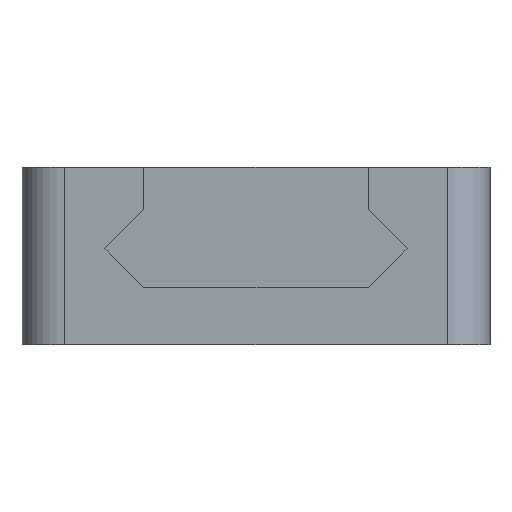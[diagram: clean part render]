
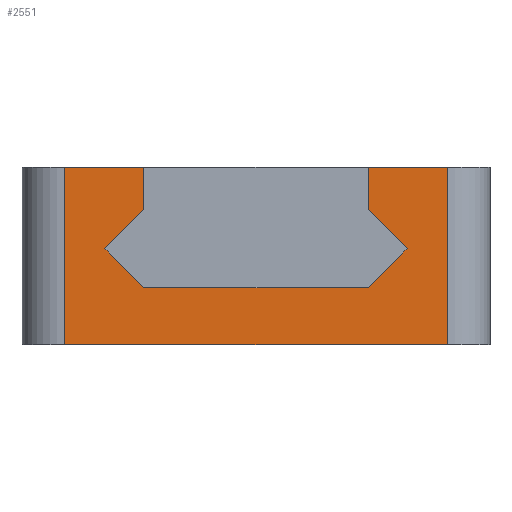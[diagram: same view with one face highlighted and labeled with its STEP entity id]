
A CAD part, front view. The second image highlights one B-rep face of the part: STEP entity #2551.
In plain terms, the highlighted planar face has unit normal (0, -1, 0).
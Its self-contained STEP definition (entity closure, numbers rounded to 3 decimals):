
#33=PLANE('',#2701);
#151=FACE_OUTER_BOUND('',#283,.T.);
#283=EDGE_LOOP('',(#1798,#1799,#1800,#1801,#1802,#1803,#1804,#1805,#1806,
#1807,#1808,#1809));
#443=LINE('',#3635,#773);
#444=LINE('',#3637,#774);
#445=LINE('',#3639,#775);
#446=LINE('',#3641,#776);
#447=LINE('',#3643,#777);
#448=LINE('',#3645,#778);
#449=LINE('',#3647,#779);
#450=LINE('',#3649,#780);
#451=LINE('',#3651,#781);
#452=LINE('',#3653,#782);
#453=LINE('',#3655,#783);
#454=LINE('',#3656,#784);
#773=VECTOR('',#2925,10.);
#774=VECTOR('',#2926,10.);
#775=VECTOR('',#2927,10.);
#776=VECTOR('',#2928,10.);
#777=VECTOR('',#2929,10.);
#778=VECTOR('',#2930,10.);
#779=VECTOR('',#2931,10.);
#780=VECTOR('',#2932,10.);
#781=VECTOR('',#2933,10.);
#782=VECTOR('',#2934,10.);
#783=VECTOR('',#2935,10.);
#784=VECTOR('',#2936,10.);
#1153=VERTEX_POINT('',#3633);
#1154=VERTEX_POINT('',#3634);
#1155=VERTEX_POINT('',#3636);
#1156=VERTEX_POINT('',#3638);
#1157=VERTEX_POINT('',#3640);
#1158=VERTEX_POINT('',#3642);
#1159=VERTEX_POINT('',#3644);
#1160=VERTEX_POINT('',#3646);
#1161=VERTEX_POINT('',#3648);
#1162=VERTEX_POINT('',#3650);
#1163=VERTEX_POINT('',#3652);
#1164=VERTEX_POINT('',#3654);
#1409=EDGE_CURVE('',#1153,#1154,#443,.T.);
#1410=EDGE_CURVE('',#1155,#1154,#444,.T.);
#1411=EDGE_CURVE('',#1155,#1156,#445,.T.);
#1412=EDGE_CURVE('',#1156,#1157,#446,.T.);
#1413=EDGE_CURVE('',#1158,#1157,#447,.T.);
#1414=EDGE_CURVE('',#1159,#1158,#448,.T.);
#1415=EDGE_CURVE('',#1159,#1160,#449,.T.);
#1416=EDGE_CURVE('',#1161,#1160,#450,.T.);
#1417=EDGE_CURVE('',#1162,#1161,#451,.T.);
#1418=EDGE_CURVE('',#1162,#1163,#452,.T.);
#1419=EDGE_CURVE('',#1163,#1164,#453,.T.);
#1420=EDGE_CURVE('',#1164,#1153,#454,.T.);
#1798=ORIENTED_EDGE('',*,*,#1409,.T.);
#1799=ORIENTED_EDGE('',*,*,#1410,.F.);
#1800=ORIENTED_EDGE('',*,*,#1411,.T.);
#1801=ORIENTED_EDGE('',*,*,#1412,.T.);
#1802=ORIENTED_EDGE('',*,*,#1413,.F.);
#1803=ORIENTED_EDGE('',*,*,#1414,.F.);
#1804=ORIENTED_EDGE('',*,*,#1415,.T.);
#1805=ORIENTED_EDGE('',*,*,#1416,.F.);
#1806=ORIENTED_EDGE('',*,*,#1417,.F.);
#1807=ORIENTED_EDGE('',*,*,#1418,.T.);
#1808=ORIENTED_EDGE('',*,*,#1419,.T.);
#1809=ORIENTED_EDGE('',*,*,#1420,.T.);
#2551=ADVANCED_FACE('',(#151),#33,.T.);
#2701=AXIS2_PLACEMENT_3D('',#3632,#2923,#2924);
#2923=DIRECTION('center_axis',(0.,-1.,0.));
#2924=DIRECTION('ref_axis',(0.,0.,-1.));
#2925=DIRECTION('',(-1.,0.,0.));
#2926=DIRECTION('',(0.707,0.,-0.707));
#2927=DIRECTION('',(0.707,0.,0.707));
#2928=DIRECTION('',(0.,0.,1.));
#2929=DIRECTION('',(1.,0.,0.));
#2930=DIRECTION('',(0.,0.,1.));
#2931=DIRECTION('',(1.,0.,0.));
#2932=DIRECTION('',(0.,0.,-1.));
#2933=DIRECTION('',(1.,0.,0.));
#2934=DIRECTION('',(0.,0.,-1.));
#2935=DIRECTION('',(0.707,0.,-0.707));
#2936=DIRECTION('',(-0.707,0.,-0.707));
#3632=CARTESIAN_POINT('Origin',(10.5,-174.,-1.129));
#3633=CARTESIAN_POINT('',(7.9,-174.,0.871));
#3634=CARTESIAN_POINT('',(-7.9,-174.,0.871));
#3635=CARTESIAN_POINT('',(3.35,-174.,0.871));
#3636=CARTESIAN_POINT('',(-10.65,-174.,3.62));
#3637=CARTESIAN_POINT('',(-4.175,-174.,-2.855));
#3638=CARTESIAN_POINT('',(-7.9,-174.,6.37));
#3639=CARTESIAN_POINT('',(-5.175,-174.,9.095));
#3640=CARTESIAN_POINT('',(-7.9,-174.,9.37));
#3641=CARTESIAN_POINT('',(-7.9,-174.,6.803));
#3642=CARTESIAN_POINT('',(-13.5,-174.,9.37));
#3643=CARTESIAN_POINT('',(0.,-174.,9.37));
#3644=CARTESIAN_POINT('',(-13.5,-174.,-3.129));
#3645=CARTESIAN_POINT('',(-13.5,-174.,-18.378));
#3646=CARTESIAN_POINT('',(13.5,-174.,-3.129));
#3647=CARTESIAN_POINT('',(5.25,-174.,-3.129));
#3648=CARTESIAN_POINT('',(13.5,-174.,9.37));
#3649=CARTESIAN_POINT('',(13.5,-174.,-18.378));
#3650=CARTESIAN_POINT('',(7.9,-174.,9.37));
#3651=CARTESIAN_POINT('',(0.,-174.,9.37));
#3652=CARTESIAN_POINT('',(7.9,-174.,6.37));
#3653=CARTESIAN_POINT('',(7.9,-174.,6.803));
#3654=CARTESIAN_POINT('',(10.65,-174.,3.62));
#3655=CARTESIAN_POINT('',(10.425,-174.,3.845));
#3656=CARTESIAN_POINT('',(9.425,-174.,2.395));
